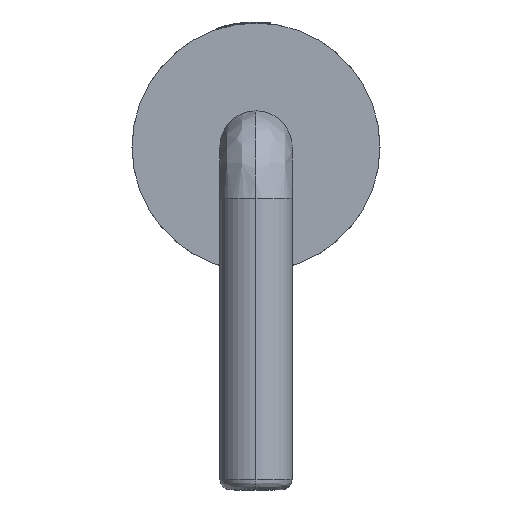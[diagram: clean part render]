
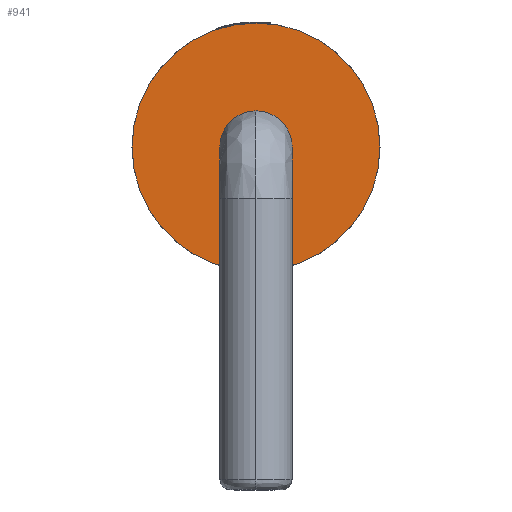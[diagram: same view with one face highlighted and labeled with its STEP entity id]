
A CAD part, left-side view. The second image highlights one B-rep face of the part: STEP entity #941.
In plain terms, the highlighted planar face has unit normal (-1, 0, 0).
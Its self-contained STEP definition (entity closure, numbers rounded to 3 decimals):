
#27 = EDGE_LOOP ( 'NONE', ( #860, #3262 ) ) ;
#49 = EDGE_CURVE ( 'NONE', #989, #4373, #5106, .T. ) ;
#186 = CIRCLE ( 'NONE', #500, 0.35 ) ;
#500 = AXIS2_PLACEMENT_3D ( 'NONE', #5259, #4738, #5285 ) ;
#536 = VERTEX_POINT ( 'NONE', #4289 ) ;
#607 = EDGE_CURVE ( 'NONE', #4373, #989, #4750, .T. ) ;
#860 = ORIENTED_EDGE ( 'NONE', *, *, #1899, .F. ) ;
#941 = ADVANCED_FACE ( 'NONE', ( #4976, #4605 ), #4242, .F. ) ;
#989 = VERTEX_POINT ( 'NONE', #2058 ) ;
#1255 = AXIS2_PLACEMENT_3D ( 'NONE', #2403, #2583, #2097 ) ;
#1587 = CARTESIAN_POINT ( 'NONE',  ( -2.5, 0., 2.52 ) ) ;
#1838 = CARTESIAN_POINT ( 'NONE',  ( -2.5, 0., 0.97 ) ) ;
#1899 = EDGE_CURVE ( 'NONE', #536, #5290, #186, .T. ) ;
#1968 = DIRECTION ( 'NONE',  ( -1., 0., 0. ) ) ;
#2058 = CARTESIAN_POINT ( 'NONE',  ( -2.5, 0., 0.12 ) ) ;
#2097 = DIRECTION ( 'NONE',  ( 0., 0., -1. ) ) ;
#2403 = CARTESIAN_POINT ( 'NONE',  ( -2.5, 0., 1.32 ) ) ;
#2439 = ORIENTED_EDGE ( 'NONE', *, *, #49, .F. ) ;
#2480 = AXIS2_PLACEMENT_3D ( 'NONE', #3645, #4698, #5199 ) ;
#2583 = DIRECTION ( 'NONE',  ( 1., 0., 0. ) ) ;
#2601 = DIRECTION ( 'NONE',  ( 1., 0., 0. ) ) ;
#2941 = AXIS2_PLACEMENT_3D ( 'NONE', #3935, #2601, #4899 ) ;
#3022 = CIRCLE ( 'NONE', #3689, 0.35 ) ;
#3262 = ORIENTED_EDGE ( 'NONE', *, *, #5832, .F. ) ;
#3645 = CARTESIAN_POINT ( 'NONE',  ( -2.5, 0., 1.32 ) ) ;
#3689 = AXIS2_PLACEMENT_3D ( 'NONE', #4850, #1968, #5376 ) ;
#3935 = CARTESIAN_POINT ( 'NONE',  ( -2.5, 0., 1.32 ) ) ;
#4242 = PLANE ( 'NONE',  #1255 ) ;
#4289 = CARTESIAN_POINT ( 'NONE',  ( -2.5, 0., 1.67 ) ) ;
#4373 = VERTEX_POINT ( 'NONE', #1587 ) ;
#4605 = FACE_OUTER_BOUND ( 'NONE', #4815, .T. ) ;
#4698 = DIRECTION ( 'NONE',  ( 1., 0., 0. ) ) ;
#4738 = DIRECTION ( 'NONE',  ( -1., 0., 0. ) ) ;
#4750 = CIRCLE ( 'NONE', #2941, 1.2 ) ;
#4815 = EDGE_LOOP ( 'NONE', ( #2439, #5226 ) ) ;
#4850 = CARTESIAN_POINT ( 'NONE',  ( -2.5, 0., 1.32 ) ) ;
#4899 = DIRECTION ( 'NONE',  ( 0., 0., -1. ) ) ;
#4976 = FACE_BOUND ( 'NONE', #27, .T. ) ;
#5106 = CIRCLE ( 'NONE', #2480, 1.2 ) ;
#5199 = DIRECTION ( 'NONE',  ( 0., 0., -1. ) ) ;
#5226 = ORIENTED_EDGE ( 'NONE', *, *, #607, .F. ) ;
#5259 = CARTESIAN_POINT ( 'NONE',  ( -2.5, 0., 1.32 ) ) ;
#5285 = DIRECTION ( 'NONE',  ( 0., 0., 1. ) ) ;
#5290 = VERTEX_POINT ( 'NONE', #1838 ) ;
#5376 = DIRECTION ( 'NONE',  ( 0., 0., 1. ) ) ;
#5832 = EDGE_CURVE ( 'NONE', #5290, #536, #3022, .T. ) ;
